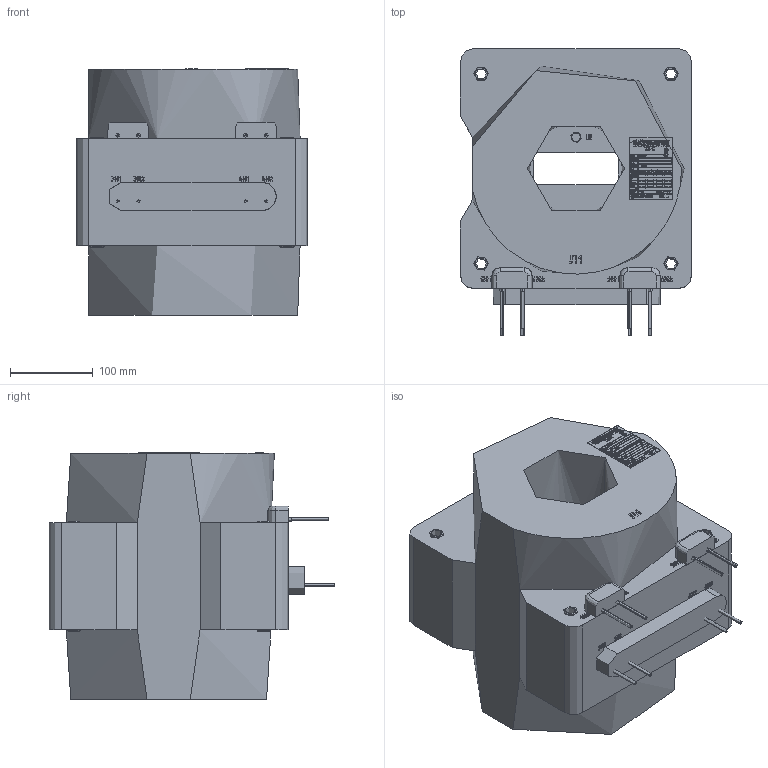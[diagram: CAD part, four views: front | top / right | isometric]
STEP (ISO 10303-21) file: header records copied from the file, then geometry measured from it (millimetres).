
FILE_DESCRIPTION (( 'STEP AP214' ), '1' );
FILE_NAME ('ﾒﾋﾊ-ﾑﾒ-10-ﾒﾘﾋﾏ2(ﾏ).STEP', '2023-07-20T04:29:12', ( '' ), ( '' ), 'SwSTEP 2.0', 'SolidWorks 2014', '' );
FILE_SCHEMA (( 'AUTOMOTIVE_DESIGN' ));
Length unit declared in the file: millimetre
Products named in the file (92): ÂÅÈÓ.758472.007-01 Ãàéêà; ﾘ琺矜 6.65ﾃ.019 ﾃﾎﾑﾒ 6402-70 (DIN127B); 镳钼钿^厌铕赅3_屡扔.671235.312-01-01蚜; 2,5-6-刳-0,3 襞旂 22021-82 蝂麔; ﾘ琺矜 6.016 ﾃﾎﾑﾒ11371-78 (DIN125A); 2,5-6-刳-0,3 襞旂 22021-82; 腻蜞朦5^屡扔.671235.312-01-01蚜; 令腧 󊬱2.58.019 梦岩 7798-70 (DIN933); 桤铍 镳钼^厌铕赅3_屡扔.671235.312-01-01蚜; 屡扔.713174.003 买箅赅_-04; 屡扔.758472.014; 扻豵鵨 眧冾-10  3; ������ ����-10  3_-� 4 ���.; ﾒﾋﾊ-ﾑﾒ-10-ﾒﾘﾋﾏ2(ﾏ); ÂÅÈÓ.754312.182À Òàáëè÷êà òåõíè÷åñêèõ äàííûõ ÒËÊ-ÑÒ__-00; ﾏ瑕褪 ﾌ6; 屡扔.713174.003 买箅赅; ÂÅÈÓ.754312.182À Òàáëè÷êà òåõíè÷åñêèõ äàííûõ ÒËÊ-ÑÒ_; 腻蜞朦4^屡扔.671235.312-01-01蚜; 屡扔.671235.312-01-01蚜_-46; 屡扔.671235.312-01-01蚜; 腻蜞朦5^屡扔.671235.312-01-01蚜_-02; 腻蜞朦4^屡扔.671235.312-01-01蚜_01; 腻蜞朦4^屡扔.671235.312-01-01蚜_-02; 厌铕赅3^屡扔.671235.312-01-01蚜
Assembly tree (56 placements, depth 4):
  ÂÅÈÓ.758472.007-01 Ãàéêà
  ﾘ琺矜 6.65ﾃ.019 ﾃﾎﾑﾒ 6402-70 (DIN127B)
  ÂÅÈÓ.758472.007-01 Ãàéêà
  ﾘ琺矜 6.016 ﾃﾎﾑﾒ11371-78 (DIN125A)
  镳钼钿^厌铕赅3_屡扔.671235.312-01-01蚜
Bounding box: 280 x 346.6 x 298.8 mm (x, y, z)
Volume: 17050581.1 mm3; surface area: 683529.9 mm2
Topology: 71 solids, 71 shells, 4160 faces, 10711 edges, 7008 vertices
Faces by surface type: plane 2381, bspline 1071, cylinder 460, cone 226, torus 22
Entity records: 183095 total; most frequent: CARTESIAN_POINT 77026, ORIENTED_EDGE 17520, DIRECTION 11673, EDGE_CURVE 8760, VECTOR 6311, LINE 6311, VERTEX_POINT 5820, EDGE_LOOP 3650
